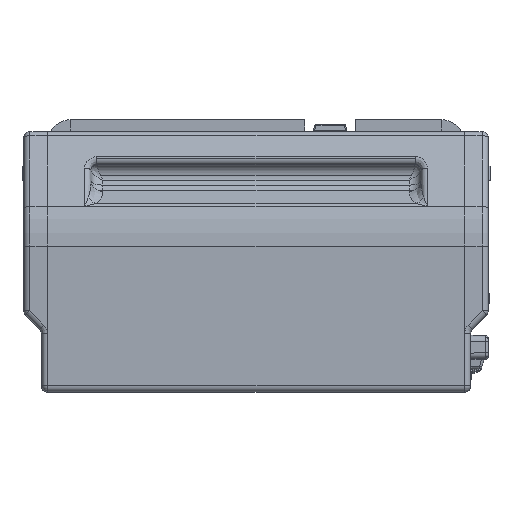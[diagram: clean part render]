
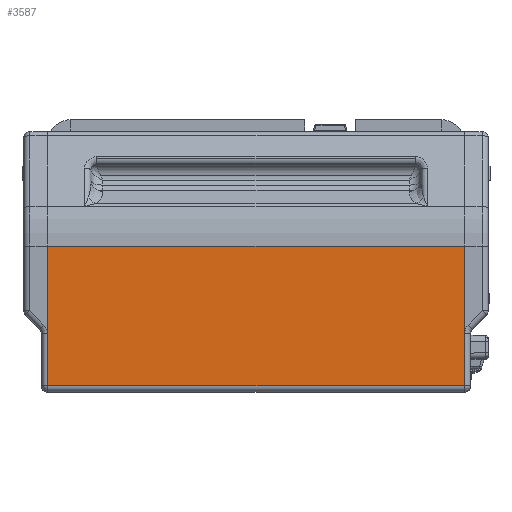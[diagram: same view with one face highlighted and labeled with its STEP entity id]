
A CAD part, top view. The second image highlights one B-rep face of the part: STEP entity #3587.
In plain terms, the highlighted planar face has unit normal (0, 0, 1).
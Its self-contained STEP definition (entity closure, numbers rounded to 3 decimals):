
#3334 = VERTEX_POINT ( 'NONE', #51428 ) ;
#3473 = VERTEX_POINT ( 'NONE', #52020 ) ;
#3587 = ADVANCED_FACE ( 'NONE', ( #28737 ), #50502, .T. ) ;
#3630 = VERTEX_POINT ( 'NONE', #50670 ) ;
#3634 = VERTEX_POINT ( 'NONE', #50682 ) ;
#6160 = EDGE_LOOP ( 'NONE', ( #7616, #7500, #7472, #7513 ) ) ;
#7472 = ORIENTED_EDGE ( 'NONE', *, *, #39508, .T. ) ;
#7500 = ORIENTED_EDGE ( 'NONE', *, *, #39624, .T. ) ;
#7513 = ORIENTED_EDGE ( 'NONE', *, *, #39584, .F. ) ;
#7616 = ORIENTED_EDGE ( 'NONE', *, *, #39577, .T. ) ;
#10994 = CARTESIAN_POINT ( 'NONE',  ( 110.5, 0., 90. ) ) ;
#10995 = DIRECTION ( 'NONE',  ( 0., 1., 0. ) ) ;
#11197 = DIRECTION ( 'NONE',  ( 1., 0., 0. ) ) ;
#11226 = CARTESIAN_POINT ( 'NONE',  ( -232.5, 0., 90. ) ) ;
#11231 = CARTESIAN_POINT ( 'NONE',  ( -252., 120., 90. ) ) ;
#11232 = DIRECTION ( 'NONE',  ( 0., -1., 0. ) ) ;
#11357 = CARTESIAN_POINT ( 'NONE',  ( -252., 5., 90. ) ) ;
#11372 = DIRECTION ( 'NONE',  ( 1., 0., 0. ) ) ;
#28737 = FACE_OUTER_BOUND ( 'NONE', #6160, .T. ) ;
#34077 = LINE ( 'NONE', #10994, #34082 ) ;
#34082 = VECTOR ( 'NONE', #10995, 1000. ) ;
#39508 = EDGE_CURVE ( 'NONE', #3634, #3630, #34077, .T. ) ;
#39577 = EDGE_CURVE ( 'NONE', #3334, #3473, #61929, .T. ) ;
#39584 = EDGE_CURVE ( 'NONE', #3334, #3630, #61926, .T. ) ;
#39624 = EDGE_CURVE ( 'NONE', #3473, #3634, #61984, .T. ) ;
#50493 = DIRECTION ( 'NONE',  ( 0., 0., 1. ) ) ;
#50502 = PLANE ( 'NONE',  #54389 ) ;
#50505 = CARTESIAN_POINT ( 'NONE',  ( -252., 0., 90. ) ) ;
#50566 = DIRECTION ( 'NONE',  ( 0., -1., 0. ) ) ;
#50670 = CARTESIAN_POINT ( 'NONE',  ( 110.5, 120., 90. ) ) ;
#50682 = CARTESIAN_POINT ( 'NONE',  ( 110.5, 5., 90. ) ) ;
#51428 = CARTESIAN_POINT ( 'NONE',  ( -232.5, 120., 90. ) ) ;
#52020 = CARTESIAN_POINT ( 'NONE',  ( -232.5, 5., 90. ) ) ;
#54389 = AXIS2_PLACEMENT_3D ( 'NONE', #50505, #50493, #50566 ) ;
#61915 = VECTOR ( 'NONE', #11197, 1000. ) ;
#61926 = LINE ( 'NONE', #11231, #61915 ) ;
#61929 = LINE ( 'NONE', #11226, #61936 ) ;
#61936 = VECTOR ( 'NONE', #11232, 1000. ) ;
#61976 = VECTOR ( 'NONE', #11372, 1000. ) ;
#61984 = LINE ( 'NONE', #11357, #61976 ) ;
